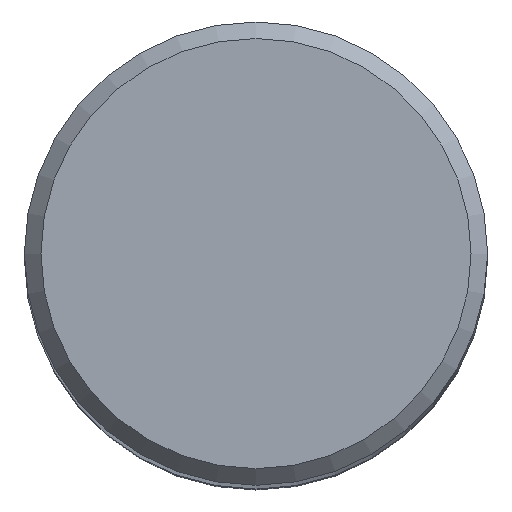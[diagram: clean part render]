
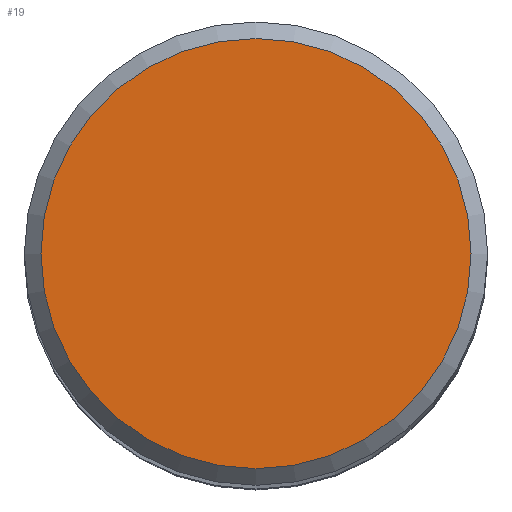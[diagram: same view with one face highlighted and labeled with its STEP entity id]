
A CAD part, top view. The second image highlights one B-rep face of the part: STEP entity #19.
In plain terms, the highlighted planar face has unit normal (0, 0, 1).
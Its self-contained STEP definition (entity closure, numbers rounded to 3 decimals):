
#8 = EDGE_LOOP ( 'NONE', ( #82 ) ) ;
#12 = AXIS2_PLACEMENT_3D ( 'NONE', #76, #228, #156 ) ;
#19 = ADVANCED_FACE ( 'NONE', ( #182 ), #234, .F. ) ;
#47 = EDGE_CURVE ( 'NONE', #80, #80, #133, .T. ) ;
#76 = CARTESIAN_POINT ( 'NONE',  ( 0., 0., 83. ) ) ;
#80 = VERTEX_POINT ( 'NONE', #167 ) ;
#82 = ORIENTED_EDGE ( 'NONE', *, *, #47, .F. ) ;
#85 = DIRECTION ( 'NONE',  ( 0., 0., -1. ) ) ;
#89 = CARTESIAN_POINT ( 'NONE',  ( 0., 0., 83. ) ) ;
#133 = CIRCLE ( 'NONE', #208, 6.5 ) ;
#156 = DIRECTION ( 'NONE',  ( 0., 1., 0. ) ) ;
#167 = CARTESIAN_POINT ( 'NONE',  ( 0., 6.5, 83. ) ) ;
#182 = FACE_OUTER_BOUND ( 'NONE', #8, .T. ) ;
#208 = AXIS2_PLACEMENT_3D ( 'NONE', #89, #85, #246 ) ;
#228 = DIRECTION ( 'NONE',  ( 0., 0., -1. ) ) ;
#234 = PLANE ( 'NONE',  #12 ) ;
#246 = DIRECTION ( 'NONE',  ( 0., 1., 0. ) ) ;
